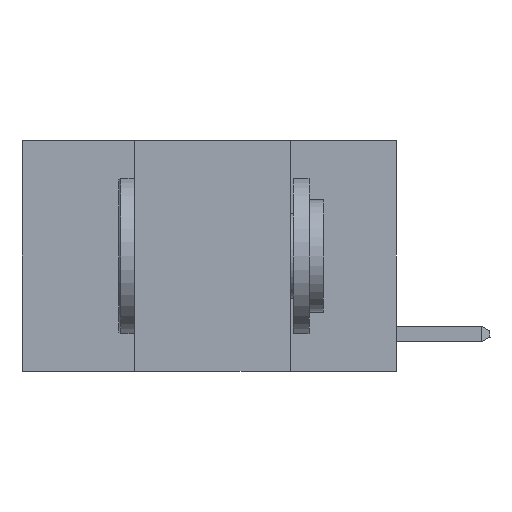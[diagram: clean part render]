
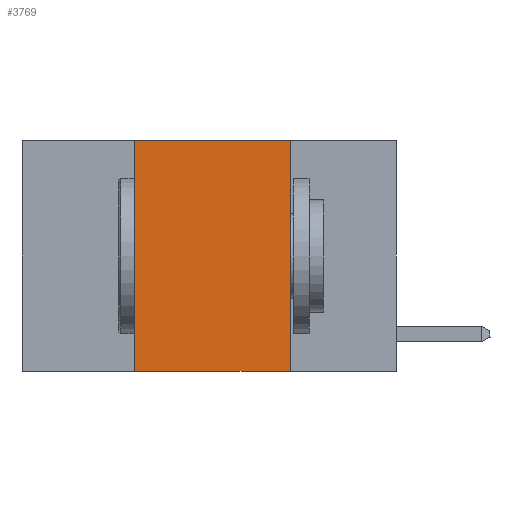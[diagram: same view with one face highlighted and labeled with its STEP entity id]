
A CAD part, left-side view. The second image highlights one B-rep face of the part: STEP entity #3769.
In plain terms, the highlighted planar face has unit normal (-1, 0, 0).
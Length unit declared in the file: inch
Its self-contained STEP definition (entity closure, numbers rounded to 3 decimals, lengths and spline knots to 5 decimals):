
#237 = CARTESIAN_POINT ( 'NONE',  ( 0., 0.6, 0. ) ) ;
#311 = ORIENTED_EDGE ( 'NONE', *, *, #4117, .F. ) ;
#327 = VERTEX_POINT ( 'NONE', #2531 ) ;
#801 = VECTOR ( 'NONE', #10976, 39.37008 ) ;
#1591 = DIRECTION ( 'NONE',  ( 0., 0., -1. ) ) ;
#1892 = PLANE ( 'NONE',  #5993 ) ;
#2026 = VECTOR ( 'NONE', #1591, 39.37008 ) ;
#2058 = CARTESIAN_POINT ( 'NONE',  ( 0., 0.42, 0. ) ) ;
#2280 = EDGE_LOOP ( 'NONE', ( #4392, #311, #2433, #4596 ) ) ;
#2433 = ORIENTED_EDGE ( 'NONE', *, *, #3823, .F. ) ;
#2531 = CARTESIAN_POINT ( 'NONE',  ( 0., 0.42, 0. ) ) ;
#2536 = VECTOR ( 'NONE', #9258, 39.37008 ) ;
#2869 = DIRECTION ( 'NONE',  ( 0., -1., 0. ) ) ;
#3769 = ADVANCED_FACE ( 'NONE', ( #12656 ), #1892, .F. ) ;
#3823 = EDGE_CURVE ( 'NONE', #4222, #327, #5730, .T. ) ;
#4051 = LINE ( 'NONE', #237, #801 ) ;
#4117 = EDGE_CURVE ( 'NONE', #327, #9070, #4051, .T. ) ;
#4133 = VERTEX_POINT ( 'NONE', #8751 ) ;
#4222 = VERTEX_POINT ( 'NONE', #13443 ) ;
#4392 = ORIENTED_EDGE ( 'NONE', *, *, #9352, .F. ) ;
#4596 = ORIENTED_EDGE ( 'NONE', *, *, #9992, .T. ) ;
#5608 = DIRECTION ( 'NONE',  ( 0., 0., -1. ) ) ;
#5730 = LINE ( 'NONE', #2058, #2536 ) ;
#5993 = AXIS2_PLACEMENT_3D ( 'NONE', #10298, #12583, #5608 ) ;
#6017 = LINE ( 'NONE', #8822, #2026 ) ;
#8369 = CARTESIAN_POINT ( 'NONE',  ( 0., 0.17, 0. ) ) ;
#8751 = CARTESIAN_POINT ( 'NONE',  ( 0., 0.17, -0.37 ) ) ;
#8822 = CARTESIAN_POINT ( 'NONE',  ( 0., 0.17, 0. ) ) ;
#8980 = LINE ( 'NONE', #11066, #14625 ) ;
#9070 = VERTEX_POINT ( 'NONE', #8369 ) ;
#9258 = DIRECTION ( 'NONE',  ( 0., 0., 1. ) ) ;
#9352 = EDGE_CURVE ( 'NONE', #9070, #4133, #6017, .T. ) ;
#9992 = EDGE_CURVE ( 'NONE', #4222, #4133, #8980, .T. ) ;
#10298 = CARTESIAN_POINT ( 'NONE',  ( 0., 0.6, 0. ) ) ;
#10976 = DIRECTION ( 'NONE',  ( 0., -1., 0. ) ) ;
#11066 = CARTESIAN_POINT ( 'NONE',  ( 0., 0.6, -0.37 ) ) ;
#12583 = DIRECTION ( 'NONE',  ( 1., 0., 0. ) ) ;
#12656 = FACE_OUTER_BOUND ( 'NONE', #2280, .T. ) ;
#13443 = CARTESIAN_POINT ( 'NONE',  ( 0., 0.42, -0.37 ) ) ;
#14625 = VECTOR ( 'NONE', #2869, 39.37008 ) ;
